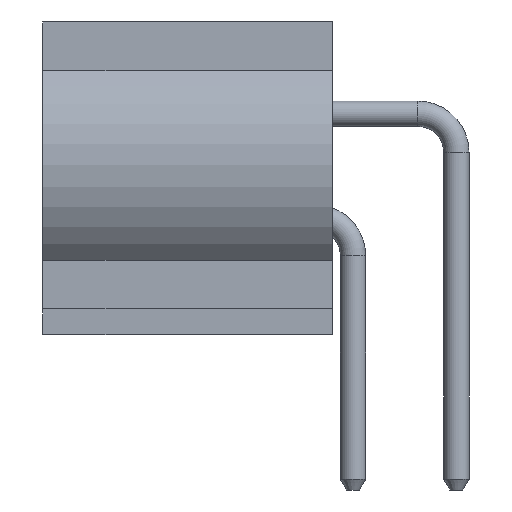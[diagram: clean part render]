
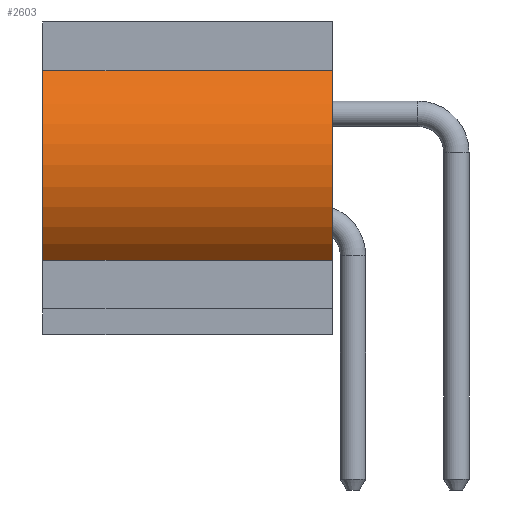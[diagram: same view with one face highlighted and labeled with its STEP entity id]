
A CAD part, left-side view. The second image highlights one B-rep face of the part: STEP entity #2603.
In plain terms, the highlighted cylindrical face has radius 2.5 mm (diameter 5 mm), a partial arc.
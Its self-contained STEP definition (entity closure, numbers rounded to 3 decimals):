
#38=CARTESIAN_POINT('',(-4.5,3.4,0.));
#39=DIRECTION('',(0.,-1.,0.));
#40=DIRECTION('',(-0.68,0.,0.733));
#41=AXIS2_PLACEMENT_3D('',#38,#39,#40);
#319=CARTESIAN_POINT('',(-4.5,-2.2,0.));
#320=DIRECTION('',(0.,-1.,0.));
#321=DIRECTION('',(-0.68,0.,0.733));
#322=AXIS2_PLACEMENT_3D('',#319,#320,#321);
#950=DIRECTION('',(0.,-1.,0.));
#951=VECTOR('',#950,5.6);
#952=CARTESIAN_POINT('',(-6.2,3.4,1.833));
#953=LINE('',#952,#951);
#954=DIRECTION('',(0.,-1.,0.));
#955=VECTOR('',#954,5.6);
#956=CARTESIAN_POINT('',(-6.2,3.4,-1.833));
#957=LINE('',#956,#955);
#1141=CARTESIAN_POINT('',(-6.2,3.4,1.833));
#1143=VERTEX_POINT('',#1141);
#1144=CARTESIAN_POINT('',(-6.2,3.4,-1.833));
#1145=VERTEX_POINT('',#1144);
#1150=CARTESIAN_POINT('',(-6.2,-2.2,1.833));
#1151=VERTEX_POINT('',#1150);
#1152=CARTESIAN_POINT('',(-6.2,-2.2,-1.833));
#1153=VERTEX_POINT('',#1152);
#2591=CARTESIAN_POINT('',(-4.5,3.4,0.));
#2592=DIRECTION('',(0.,-1.,0.));
#2593=DIRECTION('',(-1.,0.,0.));
#2594=AXIS2_PLACEMENT_3D('',#2591,#2592,#2593);
#2595=CYLINDRICAL_SURFACE('',#2594,2.5);
#2596=ORIENTED_EDGE('',*,*,#1267,.F.);
#2597=ORIENTED_EDGE('',*,*,#2586,.T.);
#2598=ORIENTED_EDGE('',*,*,#1587,.T.);
#2600=ORIENTED_EDGE('',*,*,#2599,.F.);
#2601=EDGE_LOOP('',(#2596,#2597,#2598,#2600));
#2602=FACE_OUTER_BOUND('',#2601,.F.);
#2603=ADVANCED_FACE('',(#2602),#2595,.T.);
#42=CIRCLE('',#41,2.5);
#323=CIRCLE('',#322,2.5);
#1267=EDGE_CURVE('',#1143,#1145,#42,.T.);
#1587=EDGE_CURVE('',#1151,#1153,#323,.T.);
#2586=EDGE_CURVE('',#1143,#1151,#953,.T.);
#2599=EDGE_CURVE('',#1145,#1153,#957,.T.);
